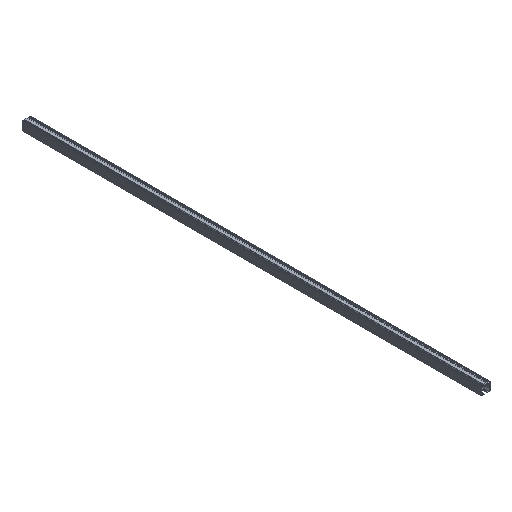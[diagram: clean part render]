
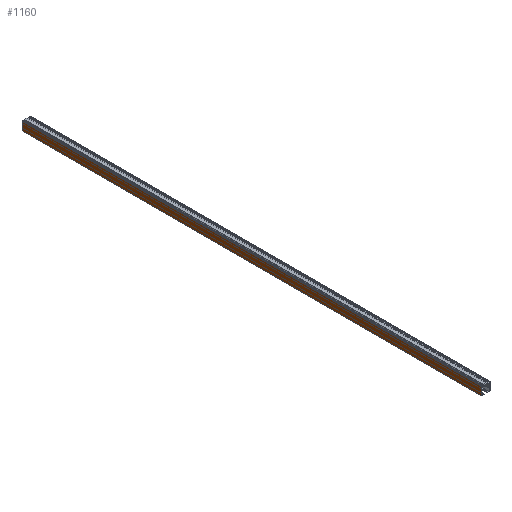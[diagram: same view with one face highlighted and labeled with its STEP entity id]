
A CAD part, isometric view. The second image highlights one B-rep face of the part: STEP entity #1160.
In plain terms, the highlighted planar face has unit normal (-1, 0, 0).
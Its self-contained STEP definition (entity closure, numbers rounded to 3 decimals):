
#33=PLANE('',#1292);
#80=FACE_OUTER_BOUND('',#140,.T.);
#140=EDGE_LOOP('',(#987,#988,#989,#990));
#169=LINE('',#1675,#291);
#174=LINE('',#1687,#296);
#205=LINE('',#1799,#327);
#238=LINE('',#1913,#360);
#291=VECTOR('',#1327,10.);
#296=VECTOR('',#1338,10.);
#327=VECTOR('',#1421,10.);
#360=VECTOR('',#1508,10.);
#466=VERTEX_POINT('',#1672);
#467=VERTEX_POINT('',#1674);
#471=VERTEX_POINT('',#1686);
#526=VERTEX_POINT('',#1798);
#582=EDGE_CURVE('',#466,#467,#169,.T.);
#588=EDGE_CURVE('',#467,#471,#174,.T.);
#644=EDGE_CURVE('',#471,#526,#205,.T.);
#702=EDGE_CURVE('',#526,#466,#238,.T.);
#987=ORIENTED_EDGE('',*,*,#582,.F.);
#988=ORIENTED_EDGE('',*,*,#702,.F.);
#989=ORIENTED_EDGE('',*,*,#644,.F.);
#990=ORIENTED_EDGE('',*,*,#588,.F.);
#1160=ADVANCED_FACE('',(#80),#33,.F.);
#1292=AXIS2_PLACEMENT_3D('',#1964,#1584,#1585);
#1327=DIRECTION('',(0.,-1.,0.));
#1338=DIRECTION('',(0.,0.,-1.));
#1421=DIRECTION('',(0.,1.,0.));
#1508=DIRECTION('',(0.,0.,1.));
#1584=DIRECTION('center_axis',(1.,0.,0.));
#1585=DIRECTION('ref_axis',(0.,0.,-1.));
#1672=CARTESIAN_POINT('',(-19.5,1000.,38.));
#1674=CARTESIAN_POINT('',(-19.5,-1000.,38.));
#1675=CARTESIAN_POINT('',(-19.5,0.,38.));
#1686=CARTESIAN_POINT('',(-19.5,-1000.,2.028));
#1687=CARTESIAN_POINT('',(-19.5,-1000.,39.));
#1798=CARTESIAN_POINT('',(-19.5,1000.,2.028));
#1799=CARTESIAN_POINT('',(-19.5,0.,2.028));
#1913=CARTESIAN_POINT('',(-19.5,1000.,39.));
#1964=CARTESIAN_POINT('Origin',(-19.5,0.,0.));
